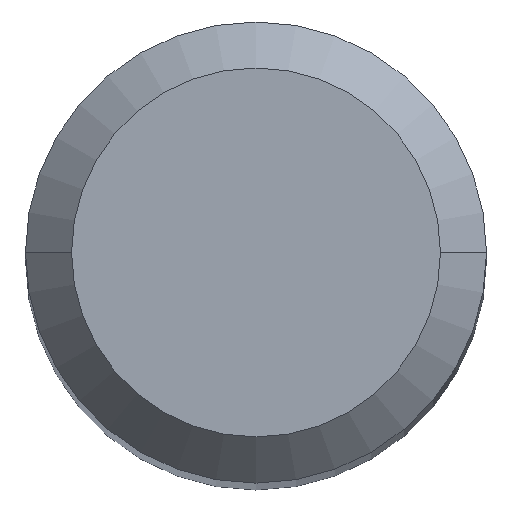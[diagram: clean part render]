
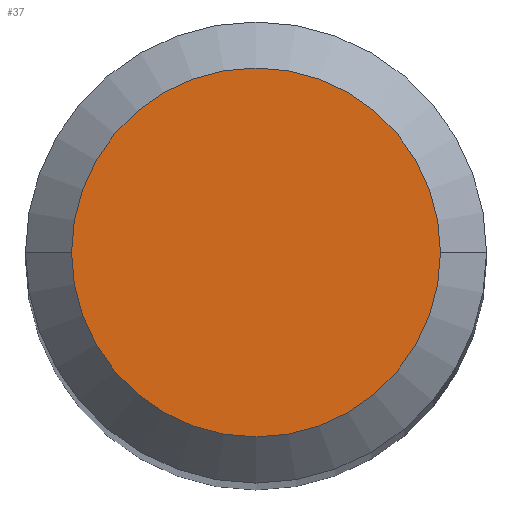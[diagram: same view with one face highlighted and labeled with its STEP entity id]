
A CAD part, top view. The second image highlights one B-rep face of the part: STEP entity #37.
In plain terms, the highlighted planar face has unit normal (0, 0, 1).
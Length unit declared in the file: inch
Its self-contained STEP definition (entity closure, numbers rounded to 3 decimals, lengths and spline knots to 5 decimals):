
#37 = ADVANCED_FACE ( 'NONE', ( #205 ), #259, .F. ) ;
#40 = CARTESIAN_POINT ( 'NONE',  ( 0., 0., 0. ) ) ;
#74 = AXIS2_PLACEMENT_3D ( 'NONE', #252, #223, #91 ) ;
#79 = AXIS2_PLACEMENT_3D ( 'NONE', #358, #114, #467 ) ;
#91 = DIRECTION ( 'NONE',  ( -1., 0., 0. ) ) ;
#114 = DIRECTION ( 'NONE',  ( 0., 0., 1. ) ) ;
#152 = EDGE_LOOP ( 'NONE', ( #248, #239 ) ) ;
#205 = FACE_OUTER_BOUND ( 'NONE', #152, .T. ) ;
#216 = AXIS2_PLACEMENT_3D ( 'NONE', #40, #278, #331 ) ;
#223 = DIRECTION ( 'NONE',  ( 0., 0., -1. ) ) ;
#239 = ORIENTED_EDGE ( 'NONE', *, *, #421, .T. ) ;
#248 = ORIENTED_EDGE ( 'NONE', *, *, #459, .T. ) ;
#252 = CARTESIAN_POINT ( 'NONE',  ( 0., 0., 0. ) ) ;
#259 = PLANE ( 'NONE',  #74 ) ;
#278 = DIRECTION ( 'NONE',  ( 0., 0., 1. ) ) ;
#282 = VERTEX_POINT ( 'NONE', #367 ) ;
#293 = CIRCLE ( 'NONE', #79, 0.04724 ) ;
#331 = DIRECTION ( 'NONE',  ( 1., 0., 0. ) ) ;
#358 = CARTESIAN_POINT ( 'NONE',  ( 0., 0., 0. ) ) ;
#367 = CARTESIAN_POINT ( 'NONE',  ( 0.04724, 0., 0. ) ) ;
#377 = VERTEX_POINT ( 'NONE', #407 ) ;
#407 = CARTESIAN_POINT ( 'NONE',  ( -0.04724, 0., 0. ) ) ;
#421 = EDGE_CURVE ( 'NONE', #282, #377, #293, .T. ) ;
#452 = CIRCLE ( 'NONE', #216, 0.04724 ) ;
#459 = EDGE_CURVE ( 'NONE', #377, #282, #452, .T. ) ;
#467 = DIRECTION ( 'NONE',  ( 1., 0., 0. ) ) ;
